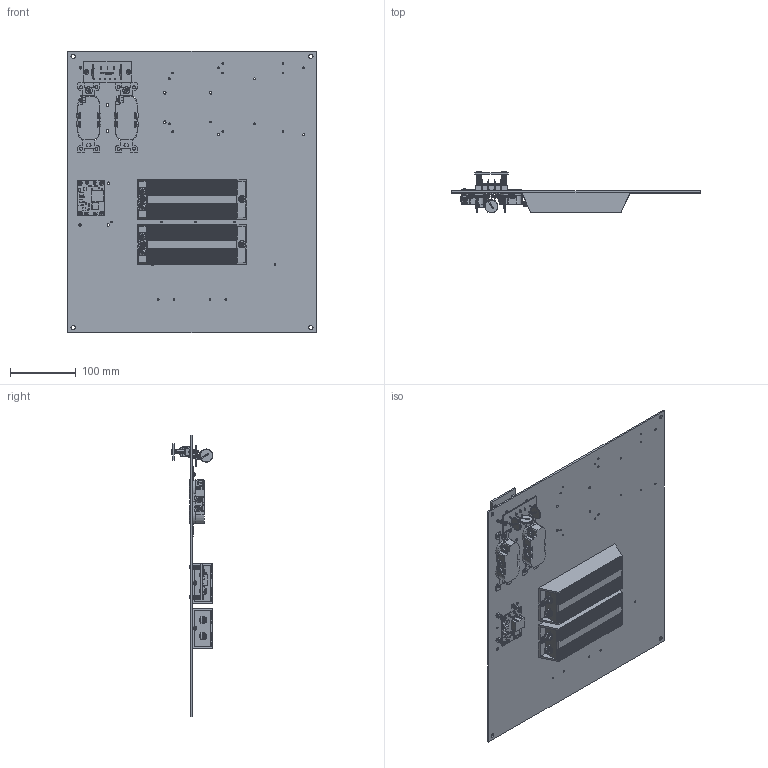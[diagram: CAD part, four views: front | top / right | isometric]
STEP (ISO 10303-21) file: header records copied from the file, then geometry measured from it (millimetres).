
FILE_DESCRIPTION (( 'STEP AP214' ), '1' );
FILE_NAME ('NB18-RP1H0S.STEP', '2016-04-27T17:44:55', ( 'L-Com' ), ( 'L-Com Global Connectivity' ), 'SwSTEP 2.0', 'SolidWorks 2014', '' );
FILE_SCHEMA (( 'AUTOMOTIVE_DESIGN' ));
Length unit declared in the file: inch
Products named in the file (20): XF685-01; XFN-0021; NB18-RP1H0S; HYP295; XFW-0004; XHIC-HTR110; XFS-0012; XFW-0009; XFN-0022; X-ASSY-HYP285-1; XERZ-V20D241; X-PCB-HYP285; XLBL-F704-UL_With Actual Text; 1AW05-083_With Actual Text; 1AW05-082_With Actual Text; XFS-0017; XF797-02; XMH-0010; XFN-0013; XCTB-0002
Assembly tree (51 placements, depth 3):
  NB18-RP1H0S
    XF685-01
    XCTB-0002
    XFN-0013  x2
    XMH-0010  x2
    XF797-02
    XFS-0017  x19
    1AW05-082_With Actual Text
    1AW05-083_With Actual Text
    XLBL-F704-UL_With Actual Text
    X-ASSY-HYP285-1
      X-PCB-HYP285
      XERZ-V20D241  x3
    XFN-0022  x2
    XFW-0009  x2
    XFS-0012  x2
    XHIC-HTR110  x2
    XFW-0004  x4
    HYP295
    XFN-0021  x4
Bounding box: 377.82 x 63.71 x 428.62 mm (x, y, z)
Volume: 1024349.9 mm3; surface area: 457092 mm2
Topology: 51 solids, 51 shells, 4522 faces, 10951 edges, 6708 vertices
Faces by surface type: plane 1738, cone 1242, cylinder 910, bspline 310, torus 293, sphere 29
Entity records: 107591 total; most frequent: CARTESIAN_POINT 29374, ORIENTED_EDGE 11968, DIRECTION 10857, EDGE_CURVE 5984, VERTEX_POINT 3819, VECTOR 3633, LINE 3633, AXIS2_PLACEMENT_3D 3612
